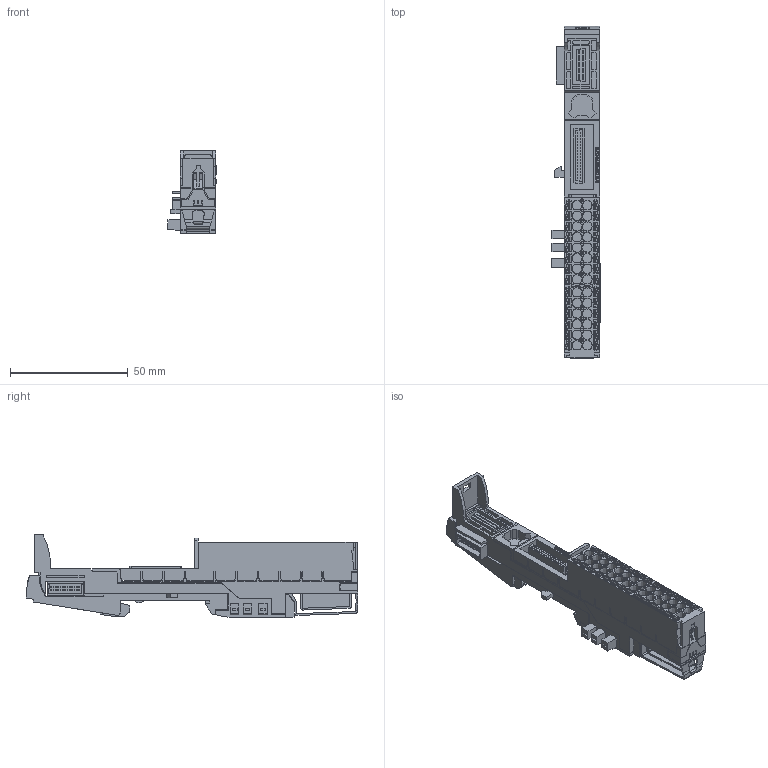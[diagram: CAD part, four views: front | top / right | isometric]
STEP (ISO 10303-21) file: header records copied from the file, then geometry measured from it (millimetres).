
FILE_DESCRIPTION(/* description */ (''),/* implementation_level */ '2;1');
FILE_NAME(/* name */ '6AG1193-6BP20-7DA0_3d.stp',/* time_stamp */ '2025-02-15T21:34:53+08:00',/* author */ (''),/* organization */ (''),/* preprocessor_version */ 'ST-DEVELOPER v18.102',/* originating_system */ 'SIEMENS PLM Software NX 2023',/* authorisation */ '');
FILE_SCHEMA (('AUTOMOTIVE_DESIGN { 1 0 10303 214 3 1 1 1 }'));
Products named in the file (3): A5E38731470A_RS-AA_003_1-Box; A5E54375140A_RS-AA_001_1-labeling; A5E54375139A_RS-AA_001_1-CAx_6AG11936BP207DA0
Assembly tree (2 placements, depth 2):
  A5E54375139A_RS-AA_001_1-CAx_6AG11936BP207DA0
    A5E54375140A_RS-AA_001_1-labeling
    A5E38731470A_RS-AA_003_1-Box
Bounding box: 20.41 x 141.05 x 35 mm (x, y, z)
Volume: 32892.8 mm3; surface area: 31981.6 mm2
Topology: 107 solids, 108 shells, 3339 faces, 8729 edges, 5808 vertices
Faces by surface type: plane 2801, extrusion 334, cylinder 204
Full cylindrical faces by diameter (mm): 1 x8, 1.067 x5
Entity records: 140997 total; most frequent: CARTESIAN_POINT 36924, ORIENTED_EDGE 17342, DIRECTION 14536, EDGE_CURVE 8671, VECTOR 7680, LINE 7346, VERTEX_POINT 5808, EDGE_LOOP 3717
